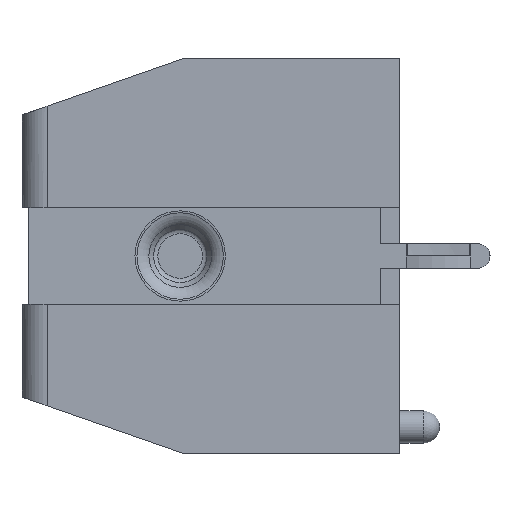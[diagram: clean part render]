
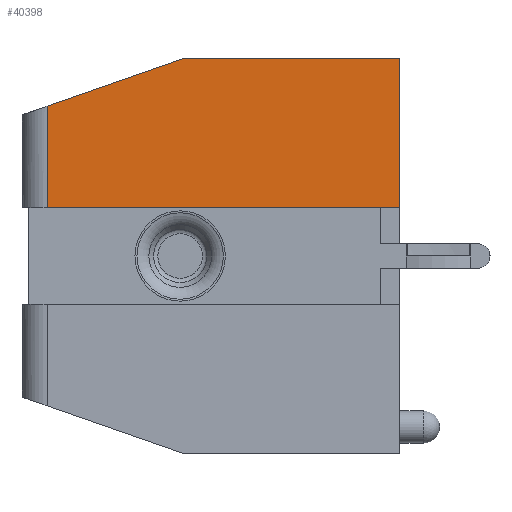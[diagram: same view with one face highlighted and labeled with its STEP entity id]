
A CAD part, left-side view. The second image highlights one B-rep face of the part: STEP entity #40398.
In plain terms, the highlighted planar face has unit normal (-1, 0.018, 0).
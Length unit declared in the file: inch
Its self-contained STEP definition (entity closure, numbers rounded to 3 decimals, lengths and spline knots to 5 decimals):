
#290 = CARTESIAN_POINT ( 'NONE',  ( -0.26901, 1.01415, 2.32832 ) ) ;
#433 = CARTESIAN_POINT ( 'NONE',  ( -0.26533, 1.22485, 2.09732 ) ) ;
#1421 = CARTESIAN_POINT ( 'NONE',  ( -0.26465, 1.26415, 2.02232 ) ) ;
#1733 = VECTOR ( 'NONE', #27569, 39.37008 ) ;
#3005 = ORIENTED_EDGE ( 'NONE', *, *, #15056, .F. ) ;
#4041 = ORIENTED_EDGE ( 'NONE', *, *, #11078, .F. ) ;
#4120 = EDGE_CURVE ( 'NONE', #37965, #10086, #31016, .T. ) ;
#4590 = DIRECTION ( 'NONE',  ( -0.017, -1., 0. ) ) ;
#4886 = LINE ( 'NONE', #15497, #12175 ) ;
#7003 = ORIENTED_EDGE ( 'NONE', *, *, #31809, .T. ) ;
#7441 = CARTESIAN_POINT ( 'NONE',  ( -0.26533, 1.22485, 2.25457 ) ) ;
#8473 = CARTESIAN_POINT ( 'NONE',  ( -0.26465, 1.26415, 2.09732 ) ) ;
#8592 = AXIS2_PLACEMENT_3D ( 'NONE', #1421, #23335, #4590 ) ;
#10086 = VERTEX_POINT ( 'NONE', #433 ) ;
#11078 = EDGE_CURVE ( 'NONE', #24765, #26787, #25770, .T. ) ;
#12175 = VECTOR ( 'NONE', #18659, 39.37008 ) ;
#14417 = ORIENTED_EDGE ( 'NONE', *, *, #4120, .T. ) ;
#15056 = EDGE_CURVE ( 'NONE', #37965, #24765, #33894, .T. ) ;
#15313 = CARTESIAN_POINT ( 'NONE',  ( -0.26465, 1.26399, 2.24087 ) ) ;
#15456 = VECTOR ( 'NONE', #33650, 39.37008 ) ;
#15497 = CARTESIAN_POINT ( 'NONE',  ( -0.27486, 0.67915, 2.32832 ) ) ;
#17346 = CARTESIAN_POINT ( 'NONE',  ( -0.27486, 0.67915, 2.32832 ) ) ;
#18659 = DIRECTION ( 'NONE',  ( 0., 0., -1. ) ) ;
#23192 = PLANE ( 'NONE',  #8592 ) ;
#23264 = FACE_OUTER_BOUND ( 'NONE', #30687, .T. ) ;
#23335 = DIRECTION ( 'NONE',  ( -1., 0.017, 0. ) ) ;
#23474 = CARTESIAN_POINT ( 'NONE',  ( -0.26533, 1.22485, 2.02232 ) ) ;
#24508 = VECTOR ( 'NONE', #24977, 39.37008 ) ;
#24765 = VERTEX_POINT ( 'NONE', #290 ) ;
#24977 = DIRECTION ( 'NONE',  ( -0.016, -0.944, 0.33 ) ) ;
#25770 = LINE ( 'NONE', #36130, #1733 ) ;
#26657 = DIRECTION ( 'NONE',  ( 0., 0., -1. ) ) ;
#26787 = VERTEX_POINT ( 'NONE', #17346 ) ;
#27569 = DIRECTION ( 'NONE',  ( -0.017, -1., 0. ) ) ;
#28699 = ORIENTED_EDGE ( 'NONE', *, *, #30631, .F. ) ;
#30631 = EDGE_CURVE ( 'NONE', #26787, #31833, #4886, .T. ) ;
#30687 = EDGE_LOOP ( 'NONE', ( #3005, #14417, #7003, #28699, #4041 ) ) ;
#31016 = LINE ( 'NONE', #23474, #37426 ) ;
#31809 = EDGE_CURVE ( 'NONE', #10086, #31833, #40617, .T. ) ;
#31833 = VERTEX_POINT ( 'NONE', #40094 ) ;
#33650 = DIRECTION ( 'NONE',  ( -0.017, -1., 0. ) ) ;
#33894 = LINE ( 'NONE', #15313, #24508 ) ;
#36130 = CARTESIAN_POINT ( 'NONE',  ( -0.27481, 0.68194, 2.32832 ) ) ;
#37426 = VECTOR ( 'NONE', #26657, 39.37008 ) ;
#37965 = VERTEX_POINT ( 'NONE', #7441 ) ;
#40094 = CARTESIAN_POINT ( 'NONE',  ( -0.27486, 0.67915, 2.09732 ) ) ;
#40398 = ADVANCED_FACE ( 'NONE', ( #23264 ), #23192, .T. ) ;
#40617 = LINE ( 'NONE', #8473, #15456 ) ;
